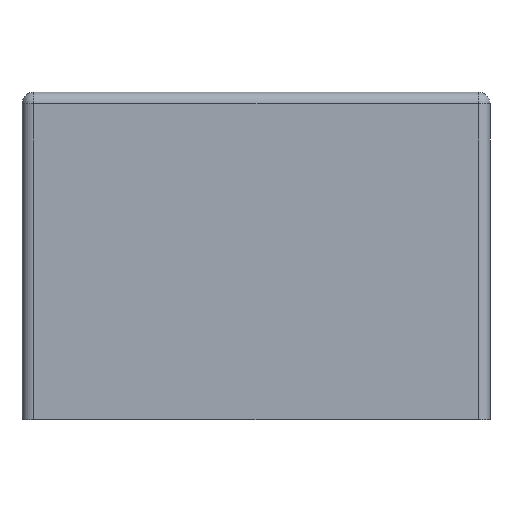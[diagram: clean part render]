
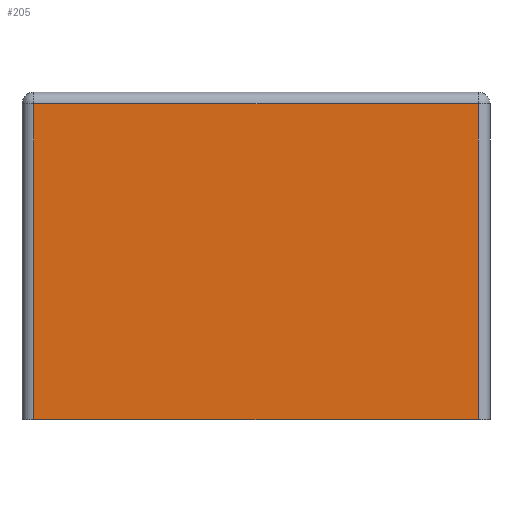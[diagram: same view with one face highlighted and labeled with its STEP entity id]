
A CAD part, front view. The second image highlights one B-rep face of the part: STEP entity #205.
In plain terms, the highlighted planar face has unit normal (0, -1, 0).
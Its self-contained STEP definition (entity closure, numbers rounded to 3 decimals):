
#166 = CARTESIAN_POINT ( 'NONE',  ( -0.475, -0.25, 0. ) ) ;
#167 = VERTEX_POINT ( 'NONE', #166 ) ;
#168 = CARTESIAN_POINT ( 'NONE',  ( 0.475, -0.25, 0. ) ) ;
#169 = VERTEX_POINT ( 'NONE', #168 ) ;
#170 = CARTESIAN_POINT ( 'NONE',  ( -0.5, -0.25, 0. ) ) ;
#171 = DIRECTION ( 'NONE',  ( 1., 0., 0. ) ) ;
#172 = VECTOR ( 'NONE', #171, 1000. ) ;
#173 = LINE ( 'NONE', #170, #172 ) ;
#174 = EDGE_CURVE ( 'NONE', #167, #169, #173, .T. ) ;
#175 = ORIENTED_EDGE ( 'NONE', *, *, #174, .T. ) ;
#176 = CARTESIAN_POINT ( 'NONE',  ( 0.475, -0.25, 0.675 ) ) ;
#177 = VERTEX_POINT ( 'NONE', #176 ) ;
#178 = CARTESIAN_POINT ( 'NONE',  ( 0.475, -0.25, 0.7 ) ) ;
#179 = DIRECTION ( 'NONE',  ( 0., 0., 1. ) ) ;
#180 = VECTOR ( 'NONE', #179, 1000. ) ;
#181 = LINE ( 'NONE', #178, #180 ) ;
#182 = EDGE_CURVE ( 'NONE', #169, #177, #181, .T. ) ;
#183 = ORIENTED_EDGE ( 'NONE', *, *, #182, .T. ) ;
#184 = CARTESIAN_POINT ( 'NONE',  ( -0.475, -0.25, 0.675 ) ) ;
#185 = VERTEX_POINT ( 'NONE', #184 ) ;
#186 = CARTESIAN_POINT ( 'NONE',  ( -0.5, -0.25, 0.675 ) ) ;
#187 = DIRECTION ( 'NONE',  ( -1., 0., 0. ) ) ;
#188 = VECTOR ( 'NONE', #187, 1000. ) ;
#189 = LINE ( 'NONE', #186, #188 ) ;
#190 = EDGE_CURVE ( 'NONE', #177, #185, #189, .T. ) ;
#191 = ORIENTED_EDGE ( 'NONE', *, *, #190, .T. ) ;
#192 = CARTESIAN_POINT ( 'NONE',  ( -0.475, -0.25, 0.7 ) ) ;
#193 = DIRECTION ( 'NONE',  ( 0., 0., -1. ) ) ;
#194 = VECTOR ( 'NONE', #193, 1000. ) ;
#195 = LINE ( 'NONE', #192, #194 ) ;
#196 = EDGE_CURVE ( 'NONE', #185, #167, #195, .T. ) ;
#197 = ORIENTED_EDGE ( 'NONE', *, *, #196, .T. ) ;
#198 = EDGE_LOOP ( 'NONE', ( #175, #183, #191, #197 ) ) ;
#199 = FACE_OUTER_BOUND ( 'NONE', #198, .T. ) ;
#200 = CARTESIAN_POINT ( 'NONE',  ( -0.5, -0.25, 0.7 ) ) ;
#201 = DIRECTION ( 'NONE',  ( 0., 1., 0. ) ) ;
#202 = DIRECTION ( 'NONE',  ( -1., 0., 0. ) ) ;
#203 = AXIS2_PLACEMENT_3D ( 'NONE', #200, #201, #202 ) ;
#204 = PLANE ( 'NONE', #203 ) ;
#205 = ADVANCED_FACE ( 'NONE', ( #199 ), #204, .F. ) ;
